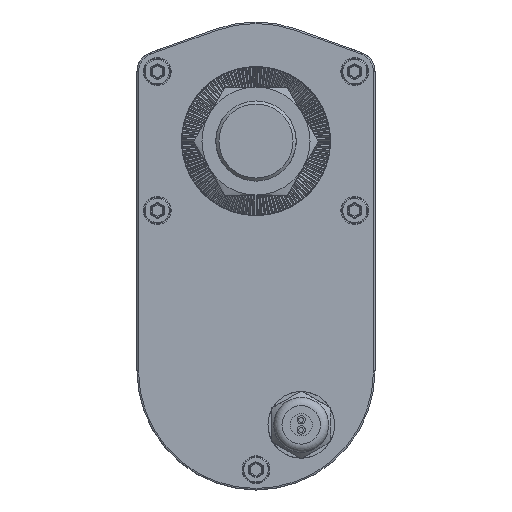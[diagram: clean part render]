
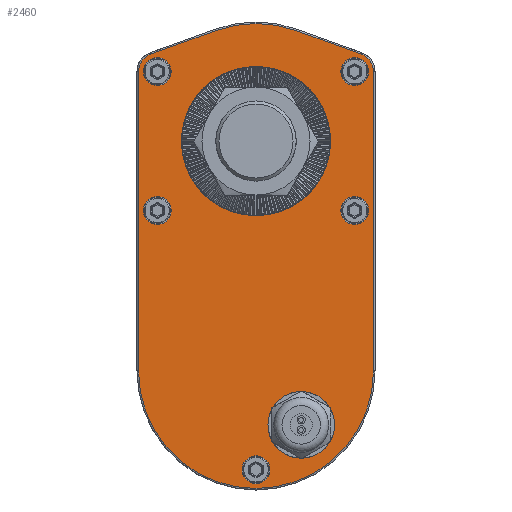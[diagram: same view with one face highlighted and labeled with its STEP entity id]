
A CAD part, front view. The second image highlights one B-rep face of the part: STEP entity #2460.
In plain terms, the highlighted planar face has unit normal (0, -1, 0).
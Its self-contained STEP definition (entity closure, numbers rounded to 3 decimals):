
#2460 = ADVANCED_FACE( '', ( #5136, #5137, #5138, #5139, #5140, #5141, #5142, #5143 ), #5144, .T. );
#5136 = FACE_BOUND( '', #13482, .T. );
#5137 = FACE_BOUND( '', #13483, .T. );
#5138 = FACE_BOUND( '', #13484, .T. );
#5139 = FACE_BOUND( '', #13485, .T. );
#5140 = FACE_BOUND( '', #13486, .T. );
#5141 = FACE_BOUND( '', #13487, .T. );
#5142 = FACE_OUTER_BOUND( '', #13488, .T. );
#5143 = FACE_BOUND( '', #13489, .T. );
#5144 = PLANE( '', #13490 );
#13482 = EDGE_LOOP( '', ( #20704 ) );
#13483 = EDGE_LOOP( '', ( #20705 ) );
#13484 = EDGE_LOOP( '', ( #20706 ) );
#13485 = EDGE_LOOP( '', ( #20707 ) );
#13486 = EDGE_LOOP( '', ( #20708 ) );
#13487 = EDGE_LOOP( '', ( #20709 ) );
#13488 = EDGE_LOOP( '', ( #20710, #20711, #20712, #20713, #20714, #20715, #20716, #20717 ) );
#13489 = EDGE_LOOP( '', ( #20718 ) );
#13490 = AXIS2_PLACEMENT_3D( '', #20719, #20720, #20721 );
#20704 = ORIENTED_EDGE( '', *, *, #25046, .F. );
#20705 = ORIENTED_EDGE( '', *, *, #24168, .T. );
#20706 = ORIENTED_EDGE( '', *, *, #24079, .T. );
#20707 = ORIENTED_EDGE( '', *, *, #25199, .T. );
#20708 = ORIENTED_EDGE( '', *, *, #24920, .T. );
#20709 = ORIENTED_EDGE( '', *, *, #23315, .T. );
#20710 = ORIENTED_EDGE( '', *, *, #24416, .T. );
#20711 = ORIENTED_EDGE( '', *, *, #24062, .T. );
#20712 = ORIENTED_EDGE( '', *, *, #24424, .T. );
#20713 = ORIENTED_EDGE( '', *, *, #22308, .T. );
#20714 = ORIENTED_EDGE( '', *, *, #25200, .T. );
#20715 = ORIENTED_EDGE( '', *, *, #24979, .T. );
#20716 = ORIENTED_EDGE( '', *, *, #24041, .T. );
#20717 = ORIENTED_EDGE( '', *, *, #25201, .T. );
#20718 = ORIENTED_EDGE( '', *, *, #24459, .F. );
#20719 = CARTESIAN_POINT( '', ( 0., 24.5, -74.5 ) );
#20720 = DIRECTION( '', ( 0., -1., 0. ) );
#20721 = DIRECTION( '', ( 0., 0., -1. ) );
#22308 = EDGE_CURVE( '', #25467, #25465, #25468, .T. );
#23315 = EDGE_CURVE( '', #27176, #27176, #27177, .T. );
#24041 = EDGE_CURVE( '', #28267, #28269, #28271, .T. );
#24062 = EDGE_CURVE( '', #28295, #28297, #28299, .T. );
#24079 = EDGE_CURVE( '', #28323, #28323, #28324, .T. );
#24168 = EDGE_CURVE( '', #28450, #28450, #28451, .T. );
#24416 = EDGE_CURVE( '', #28783, #28295, #28786, .T. );
#24424 = EDGE_CURVE( '', #28297, #25467, #28797, .T. );
#24459 = EDGE_CURVE( '', #28843, #28843, #28844, .T. );
#24920 = EDGE_CURVE( '', #29440, #29440, #29441, .T. );
#24979 = EDGE_CURVE( '', #29509, #28267, #29511, .T. );
#25046 = EDGE_CURVE( '', #29587, #29587, #29588, .T. );
#25199 = EDGE_CURVE( '', #29761, #29761, #29762, .T. );
#25200 = EDGE_CURVE( '', #25465, #29509, #29763, .T. );
#25201 = EDGE_CURVE( '', #28269, #28783, #29764, .T. );
#25465 = VERTEX_POINT( '', #30041 );
#25467 = VERTEX_POINT( '', #30043 );
#25468 = LINE( '', #30044, #30045 );
#27176 = VERTEX_POINT( '', #33984 );
#27177 = CIRCLE( '', #33985, 4.5 );
#28267 = VERTEX_POINT( '', #36264 );
#28269 = VERTEX_POINT( '', #36266 );
#28271 = CIRCLE( '', #36268, 38.08 );
#28295 = VERTEX_POINT( '', #36563 );
#28297 = VERTEX_POINT( '', #36565 );
#28299 = LINE( '', #36567, #36568 );
#28323 = VERTEX_POINT( '', #36600 );
#28324 = CIRCLE( '', #36601, 4.5 );
#28450 = VERTEX_POINT( '', #36819 );
#28451 = CIRCLE( '', #36820, 4.5 );
#28783 = VERTEX_POINT( '', #37442 );
#28786 = CIRCLE( '', #37445, 6.08 );
#28797 = CIRCLE( '', #37459, 38.08 );
#28843 = VERTEX_POINT( '', #37563 );
#28844 = CIRCLE( '', #37564, 24.1 );
#29440 = VERTEX_POINT( '', #38646 );
#29441 = CIRCLE( '', #38647, 4.5 );
#29509 = VERTEX_POINT( '', #38869 );
#29511 = LINE( '', #38871, #38872 );
#29587 = VERTEX_POINT( '', #38994 );
#29588 = CIRCLE( '', #38995, 7.875 );
#29761 = VERTEX_POINT( '', #39254 );
#29762 = CIRCLE( '', #39255, 4.5 );
#29763 = CIRCLE( '', #39256, 6.08 );
#29764 = LINE( '', #39257, #39258 );
#30041 = CARTESIAN_POINT( '', ( -34.067, 24.5, 28.178 ) );
#30043 = CARTESIAN_POINT( '', ( -12.944, 24.5, 35.813 ) );
#30044 = CARTESIAN_POINT( '', ( -36.76, 24.5, 27.204 ) );
#30045 = VECTOR( '', #39658, 1000. );
#33984 = CARTESIAN_POINT( '', ( -32., 24.5, 18. ) );
#33985 = AXIS2_PLACEMENT_3D( '', #40782, #40783, #40784 );
#36264 = CARTESIAN_POINT( '', ( -38.08, 24.5, -74.5 ) );
#36266 = CARTESIAN_POINT( '', ( 38.08, 24.5, -74.5 ) );
#36268 = AXIS2_PLACEMENT_3D( '', #41609, #41610, #41611 );
#36563 = CARTESIAN_POINT( '', ( 34.067, 24.5, 28.178 ) );
#36565 = CARTESIAN_POINT( '', ( 12.944, 24.5, 35.813 ) );
#36567 = CARTESIAN_POINT( '', ( 36.76, 24.5, 27.204 ) );
#36568 = VECTOR( '', #41630, 1000. );
#36600 = CARTESIAN_POINT( '', ( 32., 24.5, -27. ) );
#36601 = AXIS2_PLACEMENT_3D( '', #41648, #41649, #41650 );
#36819 = CARTESIAN_POINT( '', ( 32., 24.5, 18. ) );
#36820 = AXIS2_PLACEMENT_3D( '', #41756, #41757, #41758 );
#37442 = CARTESIAN_POINT( '', ( 38.08, 24.5, 22.46 ) );
#37445 = AXIS2_PLACEMENT_3D( '', #42038, #42039, #42040 );
#37459 = AXIS2_PLACEMENT_3D( '', #42047, #42048, #42049 );
#37563 = CARTESIAN_POINT( '', ( 0., 24.5, -24.1 ) );
#37564 = AXIS2_PLACEMENT_3D( '', #42096, #42097, #42098 );
#38646 = CARTESIAN_POINT( '', ( 0., 24.5, -111. ) );
#38647 = AXIS2_PLACEMENT_3D( '', #42798, #42799, #42800 );
#38869 = CARTESIAN_POINT( '', ( -38.08, 24.5, 22.46 ) );
#38871 = CARTESIAN_POINT( '', ( -38.08, 24.5, -74.5 ) );
#38872 = VECTOR( '', #42848, 1000. );
#38994 = CARTESIAN_POINT( '', ( 14.66, 24.5, -99.845 ) );
#38995 = AXIS2_PLACEMENT_3D( '', #42883, #42884, #42885 );
#39254 = CARTESIAN_POINT( '', ( -32., 24.5, -27. ) );
#39255 = AXIS2_PLACEMENT_3D( '', #42989, #42990, #42991 );
#39256 = AXIS2_PLACEMENT_3D( '', #42992, #42993, #42994 );
#39257 = CARTESIAN_POINT( '', ( 38.08, 24.5, -74.5 ) );
#39258 = VECTOR( '', #42995, 1000. );
#39658 = DIRECTION( '', ( -0.94, 0., -0.34 ) );
#40782 = CARTESIAN_POINT( '', ( -32., 24.5, 22.5 ) );
#40783 = DIRECTION( '', ( 0., 1., 0. ) );
#40784 = DIRECTION( '', ( 0., 0., -1. ) );
#41609 = CARTESIAN_POINT( '', ( 0., 24.5, -74.5 ) );
#41610 = DIRECTION( '', ( 0., -1., 0. ) );
#41611 = DIRECTION( '', ( 0., 0., -1. ) );
#41630 = DIRECTION( '', ( -0.94, 0., 0.34 ) );
#41648 = CARTESIAN_POINT( '', ( 32., 24.5, -22.5 ) );
#41649 = DIRECTION( '', ( 0., 1., 0. ) );
#41650 = DIRECTION( '', ( 0., 0., -1. ) );
#41756 = CARTESIAN_POINT( '', ( 32., 24.5, 22.5 ) );
#41757 = DIRECTION( '', ( 0., 1., 0. ) );
#41758 = DIRECTION( '', ( 0., 0., -1. ) );
#42038 = CARTESIAN_POINT( '', ( 32., 24.5, 22.46 ) );
#42039 = DIRECTION( '', ( 0., -1., 0. ) );
#42040 = DIRECTION( '', ( 0., 0., -1. ) );
#42047 = CARTESIAN_POINT( '', ( 0., 24.5, 0. ) );
#42048 = DIRECTION( '', ( 0., -1., 0. ) );
#42049 = DIRECTION( '', ( 0., 0., -1. ) );
#42096 = CARTESIAN_POINT( '', ( 0., 24.5, 0. ) );
#42097 = DIRECTION( '', ( 0., -1., 0. ) );
#42098 = DIRECTION( '', ( 0., 0., -1. ) );
#42798 = CARTESIAN_POINT( '', ( 0., 24.5, -106.5 ) );
#42799 = DIRECTION( '', ( 0., 1., 0. ) );
#42800 = DIRECTION( '', ( 0., 0., -1. ) );
#42848 = DIRECTION( '', ( 0., 0., -1. ) );
#42883 = CARTESIAN_POINT( '', ( 14.66, 24.5, -91.97 ) );
#42884 = DIRECTION( '', ( 0., -1., 0. ) );
#42885 = DIRECTION( '', ( 0., 0., -1. ) );
#42989 = CARTESIAN_POINT( '', ( -32., 24.5, -22.5 ) );
#42990 = DIRECTION( '', ( 0., 1., 0. ) );
#42991 = DIRECTION( '', ( 0., 0., -1. ) );
#42992 = CARTESIAN_POINT( '', ( -32., 24.5, 22.46 ) );
#42993 = DIRECTION( '', ( 0., -1., 0. ) );
#42994 = DIRECTION( '', ( 0., 0., -1. ) );
#42995 = DIRECTION( '', ( 0., 0., 1. ) );
